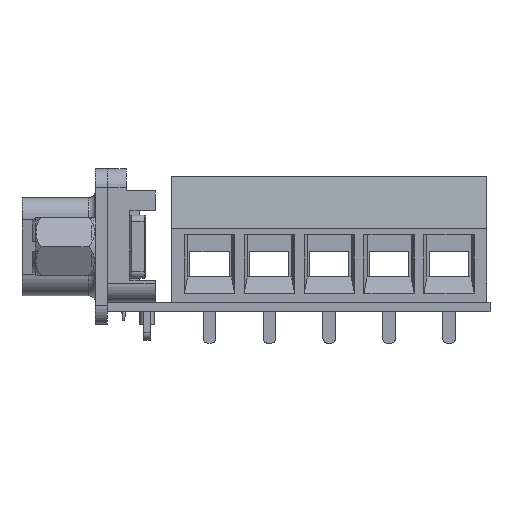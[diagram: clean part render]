
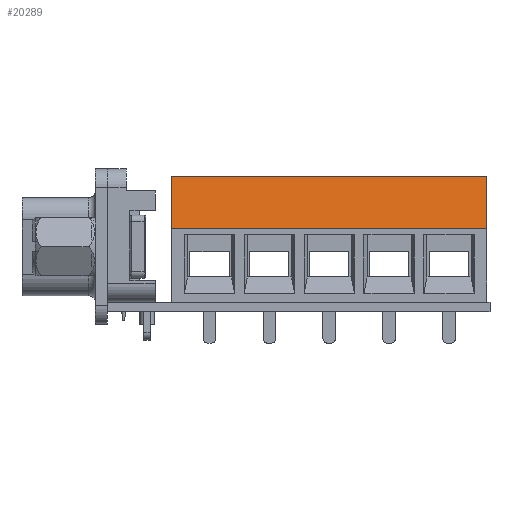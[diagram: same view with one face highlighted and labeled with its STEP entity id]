
A CAD part, front view. The second image highlights one B-rep face of the part: STEP entity #20289.
In plain terms, the highlighted face is planar.
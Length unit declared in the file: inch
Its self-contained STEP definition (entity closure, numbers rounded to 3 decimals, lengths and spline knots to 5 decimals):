
#124 = CARTESIAN_POINT ( 'NONE',  ( -0.5, 0.034, -0.124 ) ) ;
#181 = ORIENTED_EDGE ( 'NONE', *, *, #10278, .F. ) ;
#302 = DIRECTION ( 'NONE',  ( 0., -0.166, 0.986 ) ) ;
#326 = VECTOR ( 'NONE', #21085, 39.37008 ) ;
#466 = CARTESIAN_POINT ( 'NONE',  ( -0.5, 0.034, -0.124 ) ) ;
#1279 = VECTOR ( 'NONE', #19682, 39.37008 ) ;
#1778 = EDGE_LOOP ( 'NONE', ( #25377, #14318, #181, #22440 ) ) ;
#2184 = DIRECTION ( 'NONE',  ( 0., -0.986, -0.166 ) ) ;
#2208 = EDGE_CURVE ( 'NONE', #26537, #9805, #9878, .T. ) ;
#4153 = AXIS2_PLACEMENT_3D ( 'NONE', #4608, #302, #2184 ) ;
#4311 = VECTOR ( 'NONE', #14638, 39.37008 ) ;
#4608 = CARTESIAN_POINT ( 'NONE',  ( 0.5, 0.034, -0.124 ) ) ;
#5414 = LINE ( 'NONE', #10341, #326 ) ;
#8465 = VERTEX_POINT ( 'NONE', #15806 ) ;
#9805 = VERTEX_POINT ( 'NONE', #466 ) ;
#9878 = LINE ( 'NONE', #18628, #4311 ) ;
#10278 = EDGE_CURVE ( 'NONE', #26537, #23546, #5414, .T. ) ;
#10341 = CARTESIAN_POINT ( 'NONE',  ( 0.5, 0.034, -0.124 ) ) ;
#10932 = LINE ( 'NONE', #11210, #23448 ) ;
#11210 = CARTESIAN_POINT ( 'NONE',  ( 0.5, 0.2, -0.096 ) ) ;
#11482 = DIRECTION ( 'NONE',  ( -1., 0., 0. ) ) ;
#14318 = ORIENTED_EDGE ( 'NONE', *, *, #20482, .F. ) ;
#14638 = DIRECTION ( 'NONE',  ( -1., 0., 0. ) ) ;
#15806 = CARTESIAN_POINT ( 'NONE',  ( -0.5, 0.2, -0.096 ) ) ;
#16410 = EDGE_CURVE ( 'NONE', #9805, #8465, #22102, .T. ) ;
#18628 = CARTESIAN_POINT ( 'NONE',  ( 0.5, 0.034, -0.124 ) ) ;
#19682 = DIRECTION ( 'NONE',  ( 0., 0.986, 0.166 ) ) ;
#20289 = ADVANCED_FACE ( 'NONE', ( #26712 ), #26443, .F. ) ;
#20482 = EDGE_CURVE ( 'NONE', #23546, #8465, #10932, .T. ) ;
#20584 = CARTESIAN_POINT ( 'NONE',  ( 0.5, 0.2, -0.096 ) ) ;
#21085 = DIRECTION ( 'NONE',  ( 0., 0.986, 0.166 ) ) ;
#22102 = LINE ( 'NONE', #124, #1279 ) ;
#22440 = ORIENTED_EDGE ( 'NONE', *, *, #2208, .T. ) ;
#23448 = VECTOR ( 'NONE', #11482, 39.37008 ) ;
#23546 = VERTEX_POINT ( 'NONE', #20584 ) ;
#25016 = CARTESIAN_POINT ( 'NONE',  ( 0.5, 0.034, -0.124 ) ) ;
#25377 = ORIENTED_EDGE ( 'NONE', *, *, #16410, .T. ) ;
#26443 = PLANE ( 'NONE',  #4153 ) ;
#26537 = VERTEX_POINT ( 'NONE', #25016 ) ;
#26712 = FACE_OUTER_BOUND ( 'NONE', #1778, .T. ) ;
